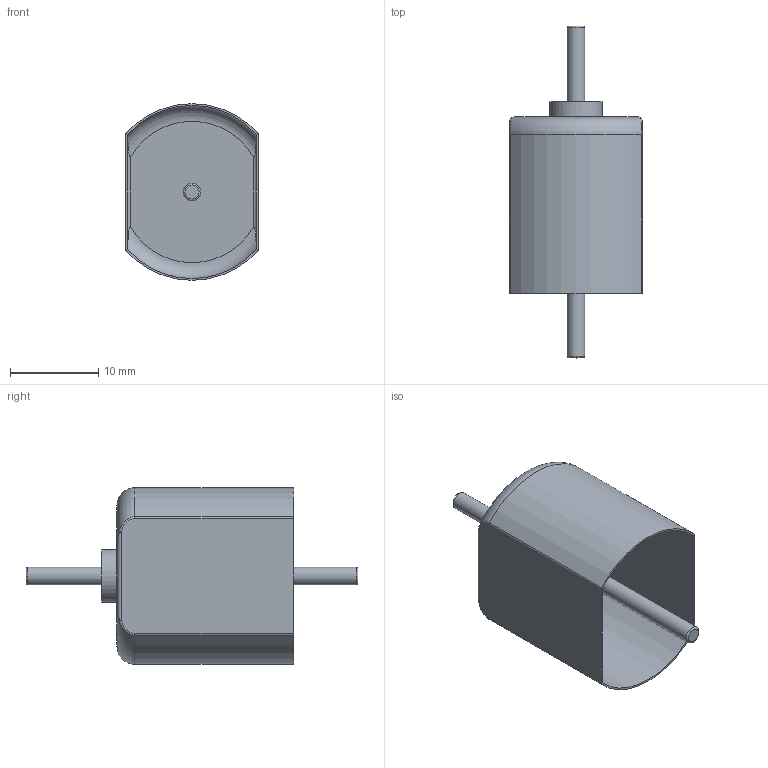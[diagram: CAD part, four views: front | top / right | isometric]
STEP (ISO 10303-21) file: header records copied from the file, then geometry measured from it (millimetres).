
FILE_DESCRIPTION(/* description */ (''),/* implementation_level */ '2;1');
FILE_NAME(/* name */ 'Housing.stp',/* time_stamp */ '2022-06-18T23:06:32+02:00',/* author */ (''),/* organization */ (''),/* preprocessor_version */ 'ST-DEVELOPER v19',/* originating_system */ 'Autodesk Translation Framework v11.7.0.108',/* authorisation */ '');
FILE_SCHEMA (('AUTOMOTIVE_DESIGN { 1 0 10303 214 3 1 1 }'));
Length unit declared in the file: millimetre
Products named in the file (1): Housing
Bounding box: 15 x 37.6 x 20 mm (x, y, z)
Volume: 444 mm3; surface area: 3231.2 mm2
Topology: 3 solids, 3 shells, 48 faces, 109 edges, 70 vertices
Faces by surface type: cylinder 21, plane 13, bspline 8, torus 6
Full cylindrical faces by diameter (mm): 2 x2, 5.6 x2, 6 x1
Entity records: 1839 total; most frequent: CARTESIAN_POINT 760, ORIENTED_EDGE 218, DIRECTION 203, EDGE_CURVE 109, AXIS2_PLACEMENT_3D 85, VERTEX_POINT 70, EDGE_LOOP 53, FACE_OUTER_BOUND 48
